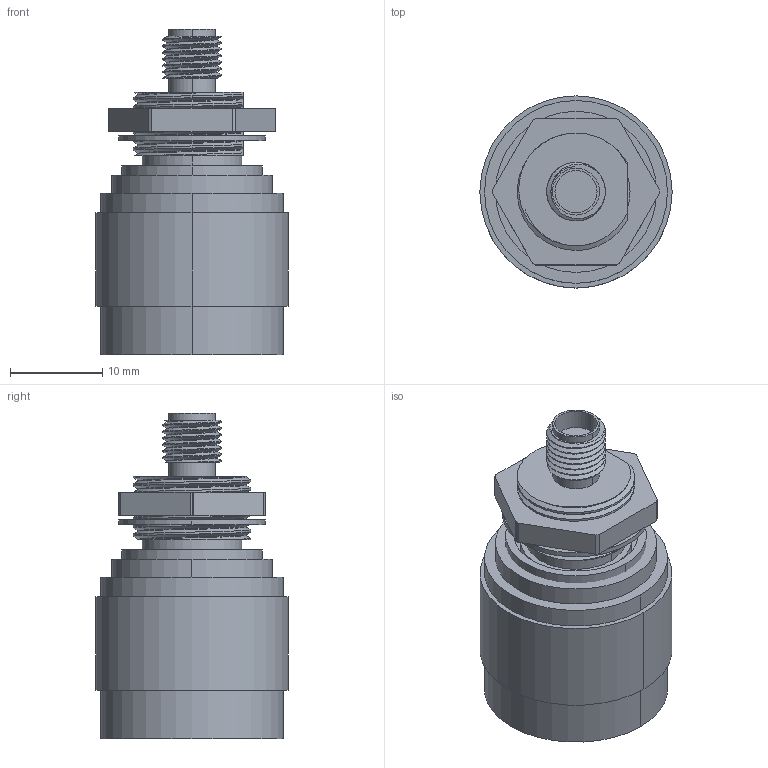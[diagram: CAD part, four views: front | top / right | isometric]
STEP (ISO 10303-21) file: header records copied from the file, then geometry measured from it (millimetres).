
FILE_DESCRIPTION (( 'STEP AP214' ), '1' );
FILE_NAME ('SM4249_3D.step', '2025-10-29T17:08:33', ( '' ), ( '' ), 'SwSTEP 2.0', 'SolidWorks 2025', '' );
FILE_SCHEMA (( 'AUTOMOTIVE_DESIGN' ));
Length unit declared in the file: inch
Products named in the file (1): SM4249_3D
Bounding box: 20.83 x 20.83 x 35.3 mm (x, y, z)
Volume: 5695.7 mm3; surface area: 5726.9 mm2
Topology: 9 solids, 9 shells, 143 faces, 351 edges, 234 vertices
Faces by surface type: cylinder 81, plane 33, bspline 29
Entity records: 14110 total; most frequent: CARTESIAN_POINT 11016, ORIENTED_EDGE 702, DIRECTION 513, EDGE_CURVE 351, VERTEX_POINT 234, AXIS2_PLACEMENT_3D 203, EDGE_LOOP 159, ADVANCED_FACE 143
